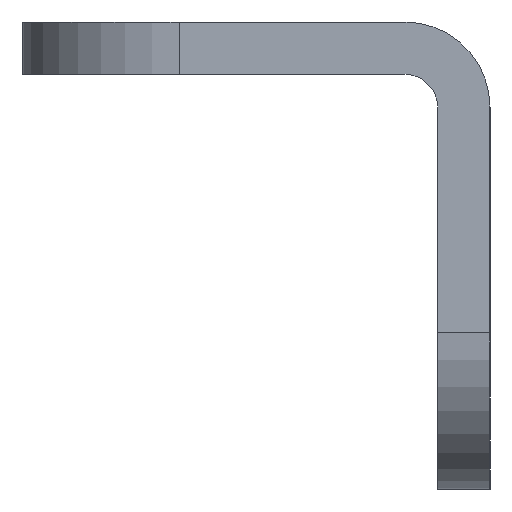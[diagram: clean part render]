
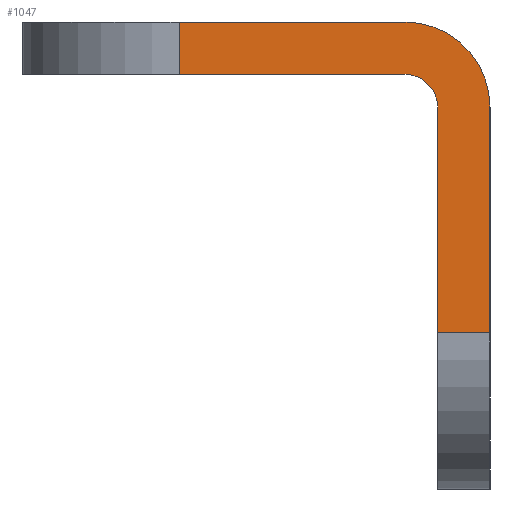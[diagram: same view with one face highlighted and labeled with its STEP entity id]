
A CAD part, left-side view. The second image highlights one B-rep face of the part: STEP entity #1047.
In plain terms, the highlighted planar face has unit normal (-1, 0, 0).
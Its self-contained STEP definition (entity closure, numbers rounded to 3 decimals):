
#189=FACE_OUTER_BOUND('',#245,.T.);
#245=EDGE_LOOP('',(#799,#800,#801,#802,#803,#804,#805,#806));
#427=CIRCLE('',#1106,1.);
#428=CIRCLE('',#1107,2.6);
#523=LINE('',#1591,#547);
#524=LINE('',#1593,#548);
#525=LINE('',#1597,#549);
#526=LINE('',#1599,#550);
#527=LINE('',#1601,#551);
#528=LINE('',#1604,#552);
#547=VECTOR('',#1261,1.6);
#548=VECTOR('',#1262,6.9);
#549=VECTOR('',#1265,6.9);
#550=VECTOR('',#1266,1.6);
#551=VECTOR('',#1267,6.9);
#552=VECTOR('',#1270,6.9);
#571=VERTEX_POINT('',#1589);
#572=VERTEX_POINT('',#1590);
#573=VERTEX_POINT('',#1592);
#574=VERTEX_POINT('',#1594);
#575=VERTEX_POINT('',#1596);
#576=VERTEX_POINT('',#1598);
#577=VERTEX_POINT('',#1600);
#578=VERTEX_POINT('',#1602);
#679=EDGE_CURVE('',#571,#572,#523,.T.);
#680=EDGE_CURVE('',#573,#572,#524,.T.);
#681=EDGE_CURVE('',#573,#574,#427,.T.);
#682=EDGE_CURVE('',#575,#574,#525,.T.);
#683=EDGE_CURVE('',#575,#576,#526,.T.);
#684=EDGE_CURVE('',#577,#576,#527,.T.);
#685=EDGE_CURVE('',#577,#578,#428,.T.);
#686=EDGE_CURVE('',#571,#578,#528,.T.);
#799=ORIENTED_EDGE('',*,*,#679,.T.);
#800=ORIENTED_EDGE('',*,*,#680,.F.);
#801=ORIENTED_EDGE('',*,*,#681,.T.);
#802=ORIENTED_EDGE('',*,*,#682,.F.);
#803=ORIENTED_EDGE('',*,*,#683,.T.);
#804=ORIENTED_EDGE('',*,*,#684,.F.);
#805=ORIENTED_EDGE('',*,*,#685,.T.);
#806=ORIENTED_EDGE('',*,*,#686,.F.);
#1039=PLANE('',#1105);
#1047=ADVANCED_FACE('',(#189),#1039,.F.);
#1105=AXIS2_PLACEMENT_3D('',#1588,#1259,#1260);
#1106=AXIS2_PLACEMENT_3D('',#1595,#1263,#1264);
#1107=AXIS2_PLACEMENT_3D('',#1603,#1268,#1269);
#1259=DIRECTION('center_axis',(1.,0.,0.));
#1260=DIRECTION('ref_axis',(0.,0.,-1.));
#1261=DIRECTION('',(0.,0.,-1.));
#1262=DIRECTION('',(0.,1.,0.));
#1263=DIRECTION('center_axis',(1.,0.,0.));
#1264=DIRECTION('ref_axis',(0.,0.,1.));
#1265=DIRECTION('',(0.,0.,1.));
#1266=DIRECTION('',(0.,-1.,0.));
#1267=DIRECTION('',(0.,0.,-1.));
#1268=DIRECTION('center_axis',(-1.,0.,0.));
#1269=DIRECTION('ref_axis',(0.,-1.,0.));
#1270=DIRECTION('',(0.,-1.,0.));
#1588=CARTESIAN_POINT('Origin',(-84.,0.,0.));
#1589=CARTESIAN_POINT('',(-84.,9.5,0.));
#1590=CARTESIAN_POINT('',(-84.,9.5,-1.6));
#1591=CARTESIAN_POINT('',(-84.,9.5,0.));
#1592=CARTESIAN_POINT('',(-84.,2.6,-1.6));
#1593=CARTESIAN_POINT('',(-84.,2.6,-1.6));
#1594=CARTESIAN_POINT('',(-84.,1.6,-2.6));
#1595=CARTESIAN_POINT('Origin',(-84.,2.6,-2.6));
#1596=CARTESIAN_POINT('',(-84.,1.6,-9.5));
#1597=CARTESIAN_POINT('',(-84.,1.6,-9.5));
#1598=CARTESIAN_POINT('',(-84.,0.,-9.5));
#1599=CARTESIAN_POINT('',(-84.,1.6,-9.5));
#1600=CARTESIAN_POINT('',(-84.,0.,-2.6));
#1601=CARTESIAN_POINT('',(-84.,0.,-2.6));
#1602=CARTESIAN_POINT('',(-84.,2.6,0.));
#1603=CARTESIAN_POINT('Origin',(-84.,2.6,-2.6));
#1604=CARTESIAN_POINT('',(-84.,9.5,0.));
